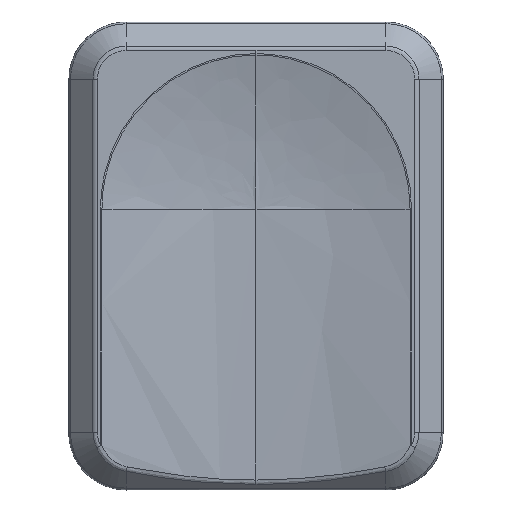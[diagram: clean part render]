
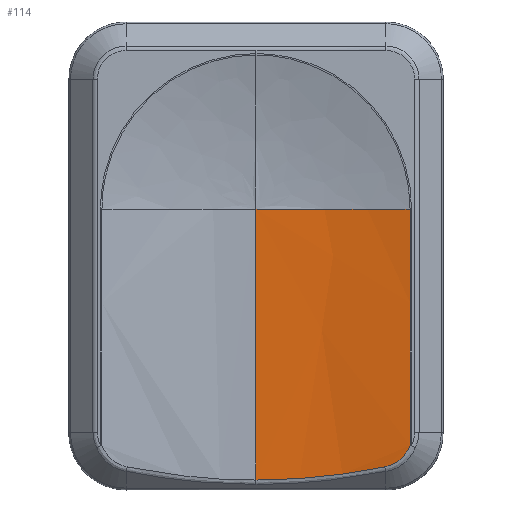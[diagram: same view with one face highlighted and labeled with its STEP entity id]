
A CAD part, top view. The second image highlights one B-rep face of the part: STEP entity #114.
In plain terms, the highlighted free-form (B-spline) face has degree [1, 2] with [2, 3] control points.
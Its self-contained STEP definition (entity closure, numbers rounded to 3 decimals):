
#114=ADVANCED_FACE('',(#211),#1426,.T.);
#211=FACE_OUTER_BOUND('',#311,.T.);
#311=EDGE_LOOP('',(#750,#751,#752,#753,#754,#755));
#750=ORIENTED_EDGE('',*,*,#758,.T.);
#751=ORIENTED_EDGE('',*,*,#763,.T.);
#752=ORIENTED_EDGE('',*,*,#975,.F.);
#753=ORIENTED_EDGE('',*,*,#931,.T.);
#754=ORIENTED_EDGE('',*,*,#860,.F.);
#755=ORIENTED_EDGE('',*,*,#977,.T.);
#758=EDGE_CURVE('',#1201,#1203,#1092,.T.);
#763=EDGE_CURVE('',#1203,#1208,#1097,.T.);
#860=EDGE_CURVE('',#1280,#1281,#1129,.T.);
#931=EDGE_CURVE('',#1324,#1281,#1172,.T.);
#975=EDGE_CURVE('',#1324,#1208,#1197,.T.);
#977=EDGE_CURVE('',#1280,#1201,#1199,.T.);
#1092=(
BOUNDED_CURVE()
B_SPLINE_CURVE(3,(#2134,#2135,#2136,#2137,#2138),.UNSPECIFIED.,.F.,.F.)
B_SPLINE_CURVE_WITH_KNOTS((4,1,4),(-6.37,-2.618,
-0.037),.UNSPECIFIED.)
CURVE()
GEOMETRIC_REPRESENTATION_ITEM()
RATIONAL_B_SPLINE_CURVE((1.,1.,1.,1.,1.))
REPRESENTATION_ITEM('')
);
#1097=(
BOUNDED_CURVE()
B_SPLINE_CURVE(3,(#2159,#2160,#2161,#2162,#2163),.UNSPECIFIED.,.F.,.F.)
B_SPLINE_CURVE_WITH_KNOTS((4,1,4),(-0.916,-0.068,
0.777),.UNSPECIFIED.)
CURVE()
GEOMETRIC_REPRESENTATION_ITEM()
RATIONAL_B_SPLINE_CURVE((1.,1.,1.,1.,1.))
REPRESENTATION_ITEM('')
);
#1129=(
BOUNDED_CURVE()
B_SPLINE_CURVE(2,(#2513,#2514,#2515),.UNSPECIFIED.,.F.,.F.)
B_SPLINE_CURVE_WITH_KNOTS((3,3),(-7.517,-0.092),
 .UNSPECIFIED.)
CURVE()
GEOMETRIC_REPRESENTATION_ITEM()
RATIONAL_B_SPLINE_CURVE((1.,1.,1.))
REPRESENTATION_ITEM('')
);
#1172=(
BOUNDED_CURVE()
B_SPLINE_CURVE(1,(#2699,#2700),.UNSPECIFIED.,.F.,.F.)
B_SPLINE_CURVE_WITH_KNOTS((2,2),(0.,4.5),.UNSPECIFIED.)
CURVE()
GEOMETRIC_REPRESENTATION_ITEM()
RATIONAL_B_SPLINE_CURVE((1.,1.))
REPRESENTATION_ITEM('')
);
#1197=(
BOUNDED_CURVE()
B_SPLINE_CURVE(1,(#2839,#2840),.UNSPECIFIED.,.F.,.F.)
B_SPLINE_CURVE_WITH_KNOTS((2,2),(0.,6.869),.UNSPECIFIED.)
CURVE()
GEOMETRIC_REPRESENTATION_ITEM()
RATIONAL_B_SPLINE_CURVE((1.,1.))
REPRESENTATION_ITEM('')
);
#1199=(
BOUNDED_CURVE()
B_SPLINE_CURVE(1,(#2843,#2844),.UNSPECIFIED.,.F.,.F.)
B_SPLINE_CURVE_WITH_KNOTS((2,2),(0.,13.026),.UNSPECIFIED.)
CURVE()
GEOMETRIC_REPRESENTATION_ITEM()
RATIONAL_B_SPLINE_CURVE((1.,1.))
REPRESENTATION_ITEM('')
);
#1201=VERTEX_POINT('',#1997);
#1203=VERTEX_POINT('',#1999);
#1208=VERTEX_POINT('',#2004);
#1280=VERTEX_POINT('',#2076);
#1281=VERTEX_POINT('',#2077);
#1324=VERTEX_POINT('',#2120);
#1426=(
BOUNDED_SURFACE()
B_SPLINE_SURFACE(1,2,((#1990,#1991,#1992),(#1993,#1994,#1995)),
 .UNSPECIFIED.,.F.,.F.,.F.)
B_SPLINE_SURFACE_WITH_KNOTS((2,2),(3,3),(0.,18.5),(-7.517,
-0.092),.UNSPECIFIED.)
GEOMETRIC_REPRESENTATION_ITEM()
RATIONAL_B_SPLINE_SURFACE(((1.,1.,1.),(1.,1.,1.)))
REPRESENTATION_ITEM('')
SURFACE()
);
#1990=CARTESIAN_POINT('',(6.24,7.353,8.338));
#1991=CARTESIAN_POINT('',(9.944,7.353,8.338));
#1992=CARTESIAN_POINT('',(13.648,7.353,9.23));
#1993=CARTESIAN_POINT('',(6.24,-11.147,8.338));
#1994=CARTESIAN_POINT('',(9.944,-11.147,8.338));
#1995=CARTESIAN_POINT('',(13.648,-11.147,9.23));
#1997=CARTESIAN_POINT('',(6.24,-5.673,8.338));
#1999=CARTESIAN_POINT('',(12.431,-5.045,8.961));
#2004=CARTESIAN_POINT('',(13.648,-4.016,9.23));
#2076=CARTESIAN_POINT('',(6.24,7.353,8.338));
#2077=CARTESIAN_POINT('',(13.648,7.353,9.23));
#2120=CARTESIAN_POINT('',(13.648,2.853,9.23));
#2134=CARTESIAN_POINT('',(6.24,-5.673,8.338));
#2135=CARTESIAN_POINT('',(7.478,-5.673,8.338));
#2136=CARTESIAN_POINT('',(9.569,-5.544,8.465));
#2137=CARTESIAN_POINT('',(11.61,-5.211,8.796));
#2138=CARTESIAN_POINT('',(12.431,-5.045,8.961));
#2159=CARTESIAN_POINT('',(12.431,-5.045,8.961));
#2160=CARTESIAN_POINT('',(12.7,-4.99,9.015));
#2161=CARTESIAN_POINT('',(13.209,-4.743,9.125));
#2162=CARTESIAN_POINT('',(13.546,-4.277,9.205));
#2163=CARTESIAN_POINT('',(13.648,-4.016,9.23));
#2513=CARTESIAN_POINT('',(6.24,7.353,8.338));
#2514=CARTESIAN_POINT('',(9.944,7.353,8.338));
#2515=CARTESIAN_POINT('',(13.648,7.353,9.23));
#2699=CARTESIAN_POINT('',(13.648,2.853,9.23));
#2700=CARTESIAN_POINT('',(13.648,7.353,9.23));
#2839=CARTESIAN_POINT('',(13.648,2.853,9.23));
#2840=CARTESIAN_POINT('',(13.648,-4.016,9.23));
#2843=CARTESIAN_POINT('',(6.24,7.353,8.338));
#2844=CARTESIAN_POINT('',(6.24,-5.673,8.338));
